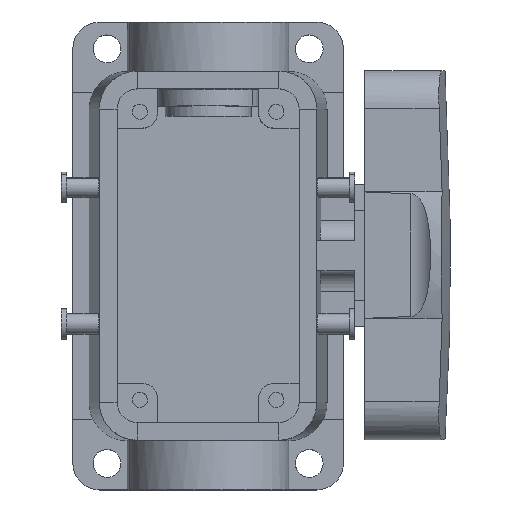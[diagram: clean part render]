
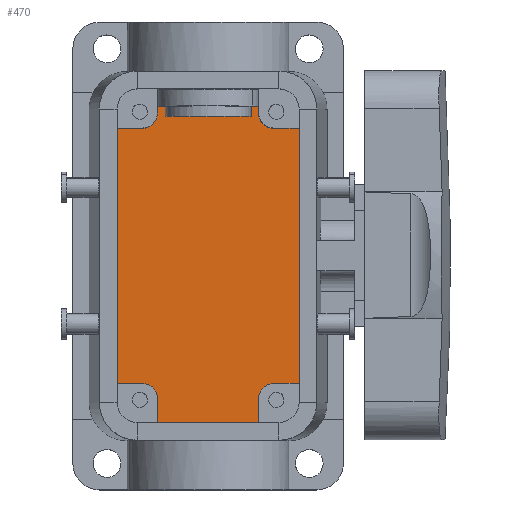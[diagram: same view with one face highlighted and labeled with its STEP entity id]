
A CAD part, top view. The second image highlights one B-rep face of the part: STEP entity #470.
In plain terms, the highlighted planar face has unit normal (0, 0, 1).
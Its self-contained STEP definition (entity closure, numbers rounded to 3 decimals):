
#345=AXIS2_PLACEMENT_3D('Plane Axis2P3D',#342,#343,#344) ;
#349=AXIS2_PLACEMENT_3D('Circle Axis2P3D',#347,#348,$) ;
#400=AXIS2_PLACEMENT_3D('Circle Axis2P3D',#398,#399,$) ;
#428=AXIS2_PLACEMENT_3D('Circle Axis2P3D',#426,#427,$) ;
#228=CARTESIAN_POINT('Vertex',(19.,79.25,5.5)) ;
#231=CARTESIAN_POINT('Line Origine',(29.,79.25,5.5)) ;
#235=CARTESIAN_POINT('Vertex',(39.,79.25,5.5)) ;
#326=CARTESIAN_POINT('Vertex',(19.,74.5,5.5)) ;
#329=CARTESIAN_POINT('Line Origine',(19.,76.875,5.5)) ;
#342=CARTESIAN_POINT('Axis2P3D Location',(29.,46.25,5.5)) ;
#347=CARTESIAN_POINT('Axis2P3D Location',(42.,18.,5.5)) ;
#351=CARTESIAN_POINT('Vertex',(42.,21.,5.5)) ;
#353=CARTESIAN_POINT('Vertex',(39.,18.,5.5)) ;
#356=CARTESIAN_POINT('Line Origine',(44.5,21.,5.5)) ;
#360=CARTESIAN_POINT('Vertex',(47.,21.,5.5)) ;
#363=CARTESIAN_POINT('Line Origine',(47.,46.25,5.5)) ;
#367=CARTESIAN_POINT('Vertex',(47.,71.5,5.5)) ;
#370=CARTESIAN_POINT('Line Origine',(44.5,71.5,5.5)) ;
#374=CARTESIAN_POINT('Vertex',(42.,71.5,5.5)) ;
#378=CARTESIAN_POINT('Control Point',(42.,71.5,5.5)) ;
#379=CARTESIAN_POINT('Control Point',(41.661,71.5,5.5)) ;
#380=CARTESIAN_POINT('Control Point',(41.321,71.548,5.5)) ;
#381=CARTESIAN_POINT('Control Point',(40.991,71.644,5.5)) ;
#382=CARTESIAN_POINT('Control Point',(40.366,71.927,5.5)) ;
#383=CARTESIAN_POINT('Control Point',(39.845,72.372,5.5)) ;
#384=CARTESIAN_POINT('Control Point',(39.617,72.63,5.5)) ;
#385=CARTESIAN_POINT('Control Point',(39.283,73.139,5.5)) ;
#386=CARTESIAN_POINT('Control Point',(39.087,73.713,5.5)) ;
#387=CARTESIAN_POINT('Control Point',(39.029,73.973,5.5)) ;
#388=CARTESIAN_POINT('Control Point',(39.,74.236,5.5)) ;
#389=CARTESIAN_POINT('Control Point',(39.,74.5,5.5)) ;
#390=CARTESIAN_POINT('Vertex',(39.,74.5,5.5)) ;
#393=CARTESIAN_POINT('Line Origine',(39.,76.875,5.5)) ;
#398=CARTESIAN_POINT('Axis2P3D Location',(16.,74.5,5.5)) ;
#402=CARTESIAN_POINT('Vertex',(16.,71.5,5.5)) ;
#405=CARTESIAN_POINT('Line Origine',(13.5,71.5,5.5)) ;
#409=CARTESIAN_POINT('Vertex',(11.,71.5,5.5)) ;
#412=CARTESIAN_POINT('Line Origine',(11.,46.25,5.5)) ;
#416=CARTESIAN_POINT('Vertex',(11.,21.,5.5)) ;
#419=CARTESIAN_POINT('Line Origine',(13.5,21.,5.5)) ;
#423=CARTESIAN_POINT('Vertex',(16.,21.,5.5)) ;
#426=CARTESIAN_POINT('Axis2P3D Location',(16.,18.,5.5)) ;
#430=CARTESIAN_POINT('Vertex',(19.,18.,5.5)) ;
#433=CARTESIAN_POINT('Line Origine',(19.,15.625,5.5)) ;
#437=CARTESIAN_POINT('Vertex',(19.,13.25,5.5)) ;
#440=CARTESIAN_POINT('Line Origine',(29.,13.25,5.5)) ;
#444=CARTESIAN_POINT('Vertex',(39.,13.25,5.5)) ;
#447=CARTESIAN_POINT('Line Origine',(39.,15.625,5.5)) ;
#232=DIRECTION('Vector Direction',(-1.,0.,0.)) ;
#330=DIRECTION('Vector Direction',(0.,1.,0.)) ;
#343=DIRECTION('Axis2P3D Direction',(-0.,0.,1.)) ;
#344=DIRECTION('Axis2P3D XDirection',(0.,-1.,0.)) ;
#348=DIRECTION('Axis2P3D Direction',(-0.,0.,1.)) ;
#357=DIRECTION('Vector Direction',(-1.,0.,0.)) ;
#364=DIRECTION('Vector Direction',(0.,-1.,0.)) ;
#371=DIRECTION('Vector Direction',(-1.,0.,0.)) ;
#394=DIRECTION('Vector Direction',(0.,1.,0.)) ;
#399=DIRECTION('Axis2P3D Direction',(-0.,0.,1.)) ;
#406=DIRECTION('Vector Direction',(1.,0.,0.)) ;
#413=DIRECTION('Vector Direction',(0.,1.,0.)) ;
#420=DIRECTION('Vector Direction',(1.,0.,0.)) ;
#427=DIRECTION('Axis2P3D Direction',(-0.,0.,1.)) ;
#434=DIRECTION('Vector Direction',(0.,-1.,0.)) ;
#441=DIRECTION('Vector Direction',(1.,0.,0.)) ;
#448=DIRECTION('Vector Direction',(0.,-1.,0.)) ;
#233=VECTOR('Line Direction',#232,1.) ;
#331=VECTOR('Line Direction',#330,1.) ;
#358=VECTOR('Line Direction',#357,1.) ;
#365=VECTOR('Line Direction',#364,1.) ;
#372=VECTOR('Line Direction',#371,1.) ;
#395=VECTOR('Line Direction',#394,1.) ;
#407=VECTOR('Line Direction',#406,1.) ;
#414=VECTOR('Line Direction',#413,1.) ;
#421=VECTOR('Line Direction',#420,1.) ;
#435=VECTOR('Line Direction',#434,1.) ;
#442=VECTOR('Line Direction',#441,1.) ;
#449=VECTOR('Line Direction',#448,1.) ;
#453=ORIENTED_EDGE('',*,*,#355,.F.) ;
#454=ORIENTED_EDGE('',*,*,#362,.F.) ;
#455=ORIENTED_EDGE('',*,*,#369,.T.) ;
#456=ORIENTED_EDGE('',*,*,#376,.T.) ;
#457=ORIENTED_EDGE('',*,*,#392,.F.) ;
#458=ORIENTED_EDGE('',*,*,#397,.T.) ;
#459=ORIENTED_EDGE('',*,*,#237,.T.) ;
#460=ORIENTED_EDGE('',*,*,#333,.F.) ;
#461=ORIENTED_EDGE('',*,*,#404,.F.) ;
#462=ORIENTED_EDGE('',*,*,#411,.F.) ;
#463=ORIENTED_EDGE('',*,*,#418,.T.) ;
#464=ORIENTED_EDGE('',*,*,#425,.T.) ;
#465=ORIENTED_EDGE('',*,*,#432,.F.) ;
#466=ORIENTED_EDGE('',*,*,#439,.T.) ;
#467=ORIENTED_EDGE('',*,*,#446,.T.) ;
#468=ORIENTED_EDGE('',*,*,#451,.F.) ;
#470=ADVANCED_FACE('Housing',(#469),#346,.T.) ;
#377=B_SPLINE_CURVE_WITH_KNOTS('',5,(#378,#379,#380,#381,#382,#383,#384,#385,#386,#387,#388,#389),.UNSPECIFIED.,.F.,.U.,(6,3,3,6),(0.,2.4,4.8,6.664),.UNSPECIFIED.) ;
#350=CIRCLE('generated circle',#349,3.) ;
#401=CIRCLE('generated circle',#400,3.) ;
#429=CIRCLE('generated circle',#428,3.) ;
#237=EDGE_CURVE('',#236,#229,#234,.T.) ;
#333=EDGE_CURVE('',#327,#229,#332,.T.) ;
#355=EDGE_CURVE('',#352,#354,#350,.T.) ;
#362=EDGE_CURVE('',#361,#352,#359,.T.) ;
#369=EDGE_CURVE('',#361,#368,#366,.F.) ;
#376=EDGE_CURVE('',#368,#375,#373,.T.) ;
#392=EDGE_CURVE('',#391,#375,#377,.F.) ;
#397=EDGE_CURVE('',#391,#236,#396,.T.) ;
#404=EDGE_CURVE('',#403,#327,#401,.T.) ;
#411=EDGE_CURVE('',#410,#403,#408,.T.) ;
#418=EDGE_CURVE('',#410,#417,#415,.F.) ;
#425=EDGE_CURVE('',#417,#424,#422,.T.) ;
#432=EDGE_CURVE('',#431,#424,#429,.T.) ;
#439=EDGE_CURVE('',#431,#438,#436,.T.) ;
#446=EDGE_CURVE('',#438,#445,#443,.T.) ;
#451=EDGE_CURVE('',#354,#445,#450,.T.) ;
#452=EDGE_LOOP('',(#453,#454,#455,#456,#457,#458,#459,#460,#461,#462,#463,#464,#465,#466,#467,#468)) ;
#469=FACE_OUTER_BOUND('',#452,.T.) ;
#234=LINE('Line',#231,#233) ;
#332=LINE('Line',#329,#331) ;
#359=LINE('Line',#356,#358) ;
#366=LINE('Line',#363,#365) ;
#373=LINE('Line',#370,#372) ;
#396=LINE('Line',#393,#395) ;
#408=LINE('Line',#405,#407) ;
#415=LINE('Line',#412,#414) ;
#422=LINE('Line',#419,#421) ;
#436=LINE('Line',#433,#435) ;
#443=LINE('Line',#440,#442) ;
#450=LINE('Line',#447,#449) ;
#346=PLANE('',#345) ;
#229=VERTEX_POINT('',#228) ;
#236=VERTEX_POINT('',#235) ;
#327=VERTEX_POINT('',#326) ;
#352=VERTEX_POINT('',#351) ;
#354=VERTEX_POINT('',#353) ;
#361=VERTEX_POINT('',#360) ;
#368=VERTEX_POINT('',#367) ;
#375=VERTEX_POINT('',#374) ;
#391=VERTEX_POINT('',#390) ;
#403=VERTEX_POINT('',#402) ;
#410=VERTEX_POINT('',#409) ;
#417=VERTEX_POINT('',#416) ;
#424=VERTEX_POINT('',#423) ;
#431=VERTEX_POINT('',#430) ;
#438=VERTEX_POINT('',#437) ;
#445=VERTEX_POINT('',#444) ;
